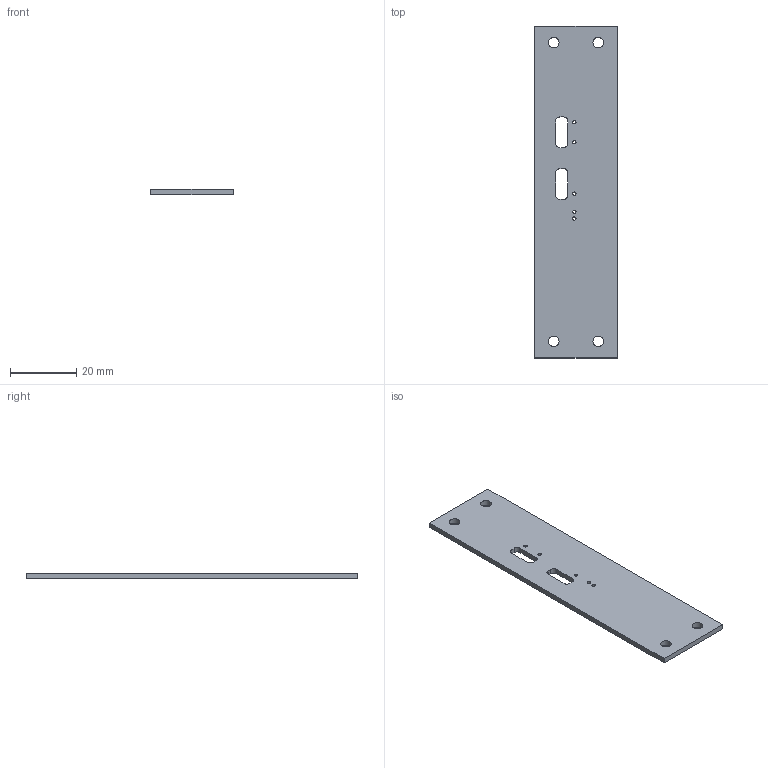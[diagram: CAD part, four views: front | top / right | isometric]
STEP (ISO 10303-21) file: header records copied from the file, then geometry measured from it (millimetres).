
FILE_DESCRIPTION(('KiCad electronic assembly'),'2;1');
FILE_NAME('front-panel-1u.step','2020-07-18T02:06:16',('An Author'),( 'A Company'),'Open CASCADE STEP processor 7.4', 'KiCad to STEP converter','Unknown');
FILE_SCHEMA(('AUTOMOTIVE_DESIGN { 1 0 10303 214 1 1 1 1 }'));
Length unit declared in the file: millimetre
Products named in the file (2): Open CASCADE STEP translator 7.4 1; COMPOUND
Assembly tree (1 placements, depth 2):
  Open CASCADE STEP translator 7.4 1
    COMPOUND
Bounding box: 25 x 100 x 1.6 mm (x, y, z)
Volume: 3840.2 mm3; surface area: 5365.1 mm2
Topology: 1 solids, 1 shells, 31 faces, 87 edges, 58 vertices
Faces by surface type: cylinder 17, plane 14
Full cylindrical faces by diameter (mm): 1 x5, 3.2 x4
Entity records: 2339 total; most frequent: CARTESIAN_POINT 556, DIRECTION 327, LINE 193, VECTOR 193, ORIENTED_EDGE 174, PCURVE 174, DEFINITIONAL_REPRESENTATION 174, EDGE_CURVE 87
